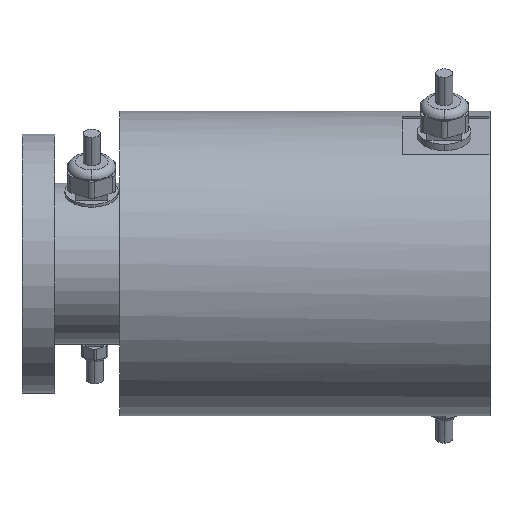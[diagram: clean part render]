
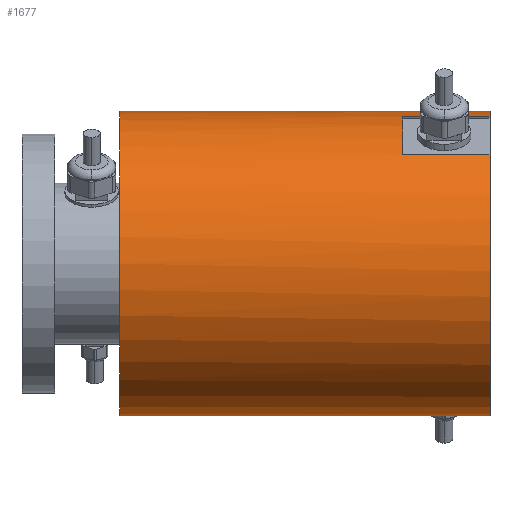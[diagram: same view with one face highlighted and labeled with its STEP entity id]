
A CAD part, front view. The second image highlights one B-rep face of the part: STEP entity #1677.
In plain terms, the highlighted cylindrical face has radius 70 mm (diameter 140 mm), a partial arc.
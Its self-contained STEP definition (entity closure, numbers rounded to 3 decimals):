
#34 = VECTOR ( 'NONE', #5626, 1000. ) ;
#293 = DIRECTION ( 'NONE',  ( -1., 0., 0. ) ) ;
#365 = LINE ( 'NONE', #4586, #34 ) ;
#469 = CARTESIAN_POINT ( 'NONE',  ( 162.9, -0.139, -70. ) ) ;
#480 = CARTESIAN_POINT ( 'NONE',  ( 215., 0., 0. ) ) ;
#489 = ORIENTED_EDGE ( 'NONE', *, *, #6579, .T. ) ;
#490 = CARTESIAN_POINT ( 'NONE',  ( 163.33, -1.28, -69.988 ) ) ;
#514 = CARTESIAN_POINT ( 'NONE',  ( 166.387, -1.583, -69.982 ) ) ;
#618 = CARTESIAN_POINT ( 'NONE',  ( 215., -18.733, 67.447 ) ) ;
#713 = LINE ( 'NONE', #2151, #2981 ) ;
#918 = ORIENTED_EDGE ( 'NONE', *, *, #5555, .F. ) ;
#935 = EDGE_CURVE ( 'NONE', #6134, #5297, #1261, .T. ) ;
#955 = DIRECTION ( 'NONE',  ( 1., 0., 0. ) ) ;
#1004 = DIRECTION ( 'NONE',  ( 0., 0., -1. ) ) ;
#1014 = CARTESIAN_POINT ( 'NONE',  ( 163.709, -1.679, -69.98 ) ) ;
#1031 = CARTESIAN_POINT ( 'NONE',  ( 167.1, 0., -70. ) ) ;
#1036 = CARTESIAN_POINT ( 'NONE',  ( 166.67, -1.281, -69.988 ) ) ;
#1115 = VECTOR ( 'NONE', #293, 1000. ) ;
#1243 = CARTESIAN_POINT ( 'NONE',  ( 215., -49.044, 49.947 ) ) ;
#1261 = CIRCLE ( 'NONE', #2163, 70. ) ;
#1486 = LINE ( 'NONE', #618, #3927 ) ;
#1518 = CYLINDRICAL_SURFACE ( 'NONE', #5627, 70. ) ;
#1537 = CARTESIAN_POINT ( 'NONE',  ( 164.449, -2.045, -69.97 ) ) ;
#1556 = CARTESIAN_POINT ( 'NONE',  ( 166.887, -0.931, -69.994 ) ) ;
#1590 = ORIENTED_EDGE ( 'NONE', *, *, #6699, .F. ) ;
#1610 = AXIS2_PLACEMENT_3D ( 'NONE', #4080, #955, #4598 ) ;
#1637 = VERTEX_POINT ( 'NONE', #4272 ) ;
#1668 = FACE_OUTER_BOUND ( 'NONE', #3609, .T. ) ;
#1676 = ORIENTED_EDGE ( 'NONE', *, *, #935, .T. ) ;
#1677 = ADVANCED_FACE ( 'NONE', ( #1668 ), #1518, .T. ) ;
#1704 = CARTESIAN_POINT ( 'NONE',  ( 175., 0., 0. ) ) ;
#1808 = VERTEX_POINT ( 'NONE', #3350 ) ;
#1888 = CARTESIAN_POINT ( 'NONE',  ( 45., 0., 0. ) ) ;
#1998 = VECTOR ( 'NONE', #2858, 1000. ) ;
#2049 = CARTESIAN_POINT ( 'NONE',  ( 165.136, -2.1, -69.968 ) ) ;
#2066 = CARTESIAN_POINT ( 'NONE',  ( 167.033, -0.545, -69.998 ) ) ;
#2128 = VERTEX_POINT ( 'NONE', #1031 ) ;
#2151 = CARTESIAN_POINT ( 'NONE',  ( 215., 0., 70. ) ) ;
#2163 = AXIS2_PLACEMENT_3D ( 'NONE', #1704, #5359, #2226 ) ;
#2177 = CARTESIAN_POINT ( 'NONE',  ( 175., -18.733, 67.447 ) ) ;
#2226 = DIRECTION ( 'NONE',  ( 0., 0., 1. ) ) ;
#2319 = CARTESIAN_POINT ( 'NONE',  ( 215., -49.044, 49.947 ) ) ;
#2337 = ORIENTED_EDGE ( 'NONE', *, *, #5948, .F. ) ;
#2399 = CIRCLE ( 'NONE', #3404, 70. ) ;
#2416 = DIRECTION ( 'NONE',  ( 0., 0., -1. ) ) ;
#2473 = EDGE_CURVE ( 'NONE', #5313, #4243, #4071, .T. ) ;
#2556 = VERTEX_POINT ( 'NONE', #6210 ) ;
#2566 = CARTESIAN_POINT ( 'NONE',  ( 162.914, -0.275, -70. ) ) ;
#2586 = VERTEX_POINT ( 'NONE', #5212 ) ;
#2587 = CARTESIAN_POINT ( 'NONE',  ( 165.545, -2.033, -69.97 ) ) ;
#2608 = CARTESIAN_POINT ( 'NONE',  ( 167.1, -0.137, -70. ) ) ;
#2671 = DIRECTION ( 'NONE',  ( 1., 0., 0. ) ) ;
#2745 = CARTESIAN_POINT ( 'NONE',  ( 215., 0., 0. ) ) ;
#2858 = DIRECTION ( 'NONE',  ( -1., 0., 0. ) ) ;
#2981 = VECTOR ( 'NONE', #3212, 1000. ) ;
#3079 = CARTESIAN_POINT ( 'NONE',  ( 163.007, -0.677, -69.997 ) ) ;
#3096 = CARTESIAN_POINT ( 'NONE',  ( 165.93, -1.888, -69.975 ) ) ;
#3212 = DIRECTION ( 'NONE',  ( -1., 0., 0. ) ) ;
#3250 = EDGE_CURVE ( 'NONE', #5297, #6009, #1486, .T. ) ;
#3296 = AXIS2_PLACEMENT_3D ( 'NONE', #480, #4130, #1004 ) ;
#3350 = CARTESIAN_POINT ( 'NONE',  ( 45., 0., -70. ) ) ;
#3404 = AXIS2_PLACEMENT_3D ( 'NONE', #1888, #5535, #2416 ) ;
#3412 = CARTESIAN_POINT ( 'NONE',  ( 215., 0., -70. ) ) ;
#3588 = CARTESIAN_POINT ( 'NONE',  ( 175., -49.044, 49.947 ) ) ;
#3609 = EDGE_LOOP ( 'NONE', ( #1590, #4821, #4192, #1676, #4582, #918, #6630, #489, #2337, #4458 ) ) ;
#3612 = CARTESIAN_POINT ( 'NONE',  ( 163.177, -1.052, -69.992 ) ) ;
#3630 = CARTESIAN_POINT ( 'NONE',  ( 166.28, -1.67, -69.98 ) ) ;
#3717 = LINE ( 'NONE', #3412, #1115 ) ;
#3927 = VECTOR ( 'NONE', #2671, 1000. ) ;
#4071 = CIRCLE ( 'NONE', #1610, 70. ) ;
#4080 = CARTESIAN_POINT ( 'NONE',  ( 215., 0., 0. ) ) ;
#4130 = DIRECTION ( 'NONE',  ( 1., 0., 0. ) ) ;
#4137 = CARTESIAN_POINT ( 'NONE',  ( 163.418, -1.388, -69.986 ) ) ;
#4156 = CARTESIAN_POINT ( 'NONE',  ( 166.583, -1.387, -69.986 ) ) ;
#4192 = ORIENTED_EDGE ( 'NONE', *, *, #5386, .T. ) ;
#4243 = VERTEX_POINT ( 'NONE', #4264 ) ;
#4264 = CARTESIAN_POINT ( 'NONE',  ( 215., 0., -70. ) ) ;
#4272 = CARTESIAN_POINT ( 'NONE',  ( 45., 0., 70. ) ) ;
#4458 = ORIENTED_EDGE ( 'NONE', *, *, #5088, .T. ) ;
#4507 = CARTESIAN_POINT ( 'NONE',  ( 215., -18.733, 67.447 ) ) ;
#4582 = ORIENTED_EDGE ( 'NONE', *, *, #3250, .T. ) ;
#4586 = CARTESIAN_POINT ( 'NONE',  ( 215., 0., -70. ) ) ;
#4598 = DIRECTION ( 'NONE',  ( 0., 0., -1. ) ) ;
#4641 = CARTESIAN_POINT ( 'NONE',  ( 162.9, 0., -70. ) ) ;
#4660 = CARTESIAN_POINT ( 'NONE',  ( 163.943, -1.835, -69.976 ) ) ;
#4681 = CARTESIAN_POINT ( 'NONE',  ( 166.822, -1.054, -69.992 ) ) ;
#4821 = ORIENTED_EDGE ( 'NONE', *, *, #2473, .F. ) ;
#5088 = EDGE_CURVE ( 'NONE', #2556, #2128, #6734, .T. ) ;
#5183 = CARTESIAN_POINT ( 'NONE',  ( 164.725, -2.1, -69.968 ) ) ;
#5206 = CARTESIAN_POINT ( 'NONE',  ( 166.993, -0.676, -69.997 ) ) ;
#5212 = CARTESIAN_POINT ( 'NONE',  ( 215., 0., 70. ) ) ;
#5217 = EDGE_CURVE ( 'NONE', #2586, #1637, #713, .T. ) ;
#5297 = VERTEX_POINT ( 'NONE', #2177 ) ;
#5313 = VERTEX_POINT ( 'NONE', #1243 ) ;
#5336 = DIRECTION ( 'NONE',  ( 0., 0., 1. ) ) ;
#5359 = DIRECTION ( 'NONE',  ( -1., 0., 0. ) ) ;
#5386 = EDGE_CURVE ( 'NONE', #5313, #6134, #6161, .T. ) ;
#5535 = DIRECTION ( 'NONE',  ( 1., 0., 0. ) ) ;
#5555 = EDGE_CURVE ( 'NONE', #2586, #6009, #5749, .T. ) ;
#5626 = DIRECTION ( 'NONE',  ( -1., 0., 0. ) ) ;
#5627 = AXIS2_PLACEMENT_3D ( 'NONE', #2745, #6385, #5336 ) ;
#5694 = CARTESIAN_POINT ( 'NONE',  ( 165.275, -2.086, -69.969 ) ) ;
#5716 = CARTESIAN_POINT ( 'NONE',  ( 167.086, -0.276, -70. ) ) ;
#5749 = CIRCLE ( 'NONE', #3296, 70. ) ;
#5948 = EDGE_CURVE ( 'NONE', #2556, #1808, #3717, .T. ) ;
#6009 = VERTEX_POINT ( 'NONE', #4507 ) ;
#6134 = VERTEX_POINT ( 'NONE', #3588 ) ;
#6161 = LINE ( 'NONE', #2319, #1998 ) ;
#6203 = CARTESIAN_POINT ( 'NONE',  ( 162.967, -0.544, -69.998 ) ) ;
#6210 = CARTESIAN_POINT ( 'NONE',  ( 162.9, 0., -70. ) ) ;
#6225 = CARTESIAN_POINT ( 'NONE',  ( 165.676, -1.993, -69.972 ) ) ;
#6242 = CARTESIAN_POINT ( 'NONE',  ( 167.1, 0., -70. ) ) ;
#6385 = DIRECTION ( 'NONE',  ( -1., 0., 0. ) ) ;
#6579 = EDGE_CURVE ( 'NONE', #1637, #1808, #2399, .T. ) ;
#6630 = ORIENTED_EDGE ( 'NONE', *, *, #5217, .T. ) ;
#6699 = EDGE_CURVE ( 'NONE', #4243, #2128, #365, .T. ) ;
#6734 = B_SPLINE_CURVE_WITH_KNOTS ( 'NONE', 3,
 ( #4641, #469, #2566, #6203, #3079, #6736, #3612, #490, #4137, #1014, #4660, #1537, #5183, #2049, #5694, #2587, #6225, #3096, #6755, #3630, #514, #4156, #1036, #4681, #1556, #5206, #2066, #5716, #2608, #6242 ),
 .UNSPECIFIED., .F., .F.,
 ( 4, 2, 2, 2, 2, 2, 2, 2, 2, 2, 2, 2, 2, 2, 4 ),
 ( 0., 0., 0.001, 0.001, 0.002, 0.002, 0.003, 0.004, 0.004, 0.005, 0.005, 0.005, 0.006, 0.006, 0.007 ),
 .UNSPECIFIED. ) ;
#6736 = CARTESIAN_POINT ( 'NONE',  ( 163.113, -0.931, -69.994 ) ) ;
#6755 = CARTESIAN_POINT ( 'NONE',  ( 166.053, -1.822, -69.976 ) ) ;
